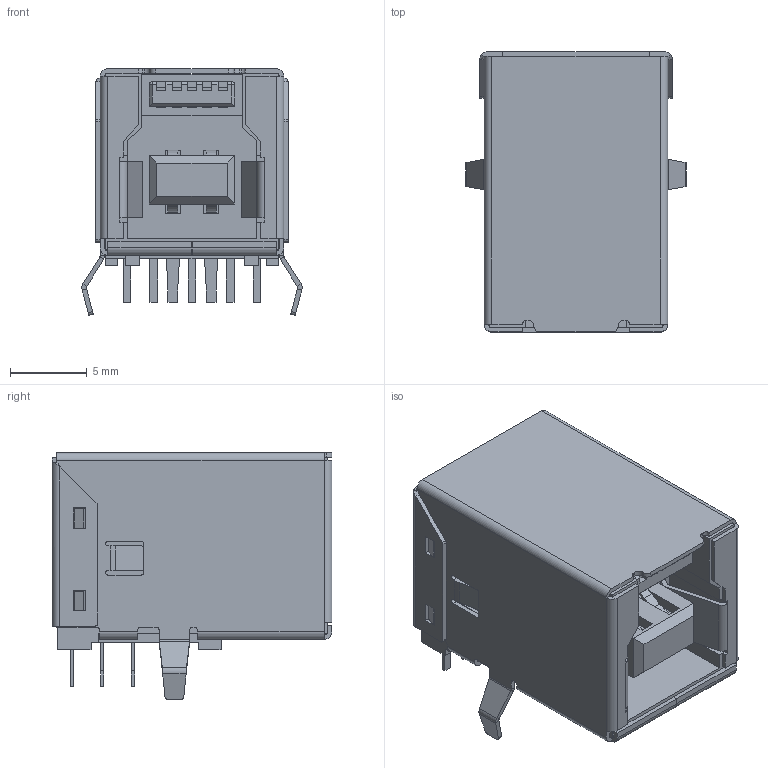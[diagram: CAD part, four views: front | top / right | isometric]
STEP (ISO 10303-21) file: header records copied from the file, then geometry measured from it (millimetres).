
FILE_DESCRIPTION( ( '' ), ' ' );
FILE_NAME( '5c0a20ffaad446170864f020.step', '2018-12-07T07:27:59', ( '' ), ( '' ), ' ', ' ', ' ' );
FILE_SCHEMA( ( 'AUTOMOTIVE_DESIGN { 1 0 10303 214 1 1 1 1 }' ) );
Length unit declared in the file: metre
Products named in the file (14): Open CASCADE STEP translator 6.8 14; Open CASCADE STEP translator 6.8 13; Open CASCADE STEP translator 6.8 12; Open CASCADE STEP translator 6.8 11; Open CASCADE STEP translator 6.8 10; Open CASCADE STEP translator 6.8 9; Open CASCADE STEP translator 6.8 8; Open CASCADE STEP translator 6.8 7; Open CASCADE STEP translator 6.8 6; Open CASCADE STEP translator 6.8 5; Open CASCADE STEP translator 6.8 4; Open CASCADE STEP translator 6.8 3; Open CASCADE STEP translator 6.8 2; Open CASCADE STEP translator 6.8 1
Bounding box: 14.4 x 18.3 x 16.13 mm (x, y, z)
Volume: 1642.8 mm3; surface area: 5166.6 mm2
Topology: 14 solids, 14 shells, 949 faces, 2715 edges, 1774 vertices
Faces by surface type: plane 749, cylinder 188, bspline 10, cone 2
Full cylindrical faces by diameter (mm): 1 x4
Entity records: 52030 total; most frequent: CARTESIAN_POINT 5656, ORIENTED_EDGE 5414, DIRECTION 4941, STYLED_ITEM 3656, PRESENTATION_STYLE_ASSIGNMENT 3656, COLOUR_RGB 3656, EDGE_CURVE 2707, CURVE_STYLE 2707
